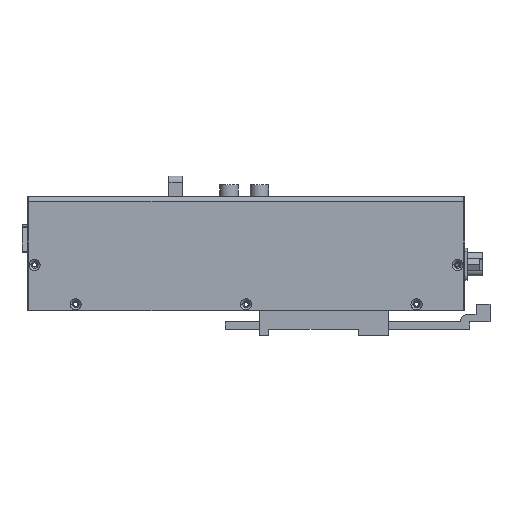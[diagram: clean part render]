
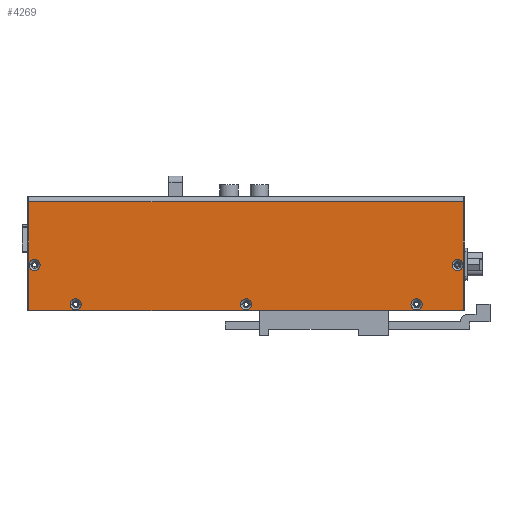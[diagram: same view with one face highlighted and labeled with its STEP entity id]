
A CAD part, front view. The second image highlights one B-rep face of the part: STEP entity #4269.
In plain terms, the highlighted planar face has unit normal (0, -1, 0).
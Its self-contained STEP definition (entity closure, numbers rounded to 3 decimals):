
#27 = DIRECTION ( 'NONE',  ( 1., 0., 0. ) ) ;
#400 = ORIENTED_EDGE ( 'NONE', *, *, #1709, .T. ) ;
#532 = EDGE_CURVE ( 'NONE', #16664, #1195, #14244, .T. ) ;
#551 = CARTESIAN_POINT ( 'NONE',  ( -101., -42.5, -16. ) ) ;
#819 = AXIS2_PLACEMENT_3D ( 'NONE', #3594, #6869, #3879 ) ;
#841 = DIRECTION ( 'NONE',  ( 0., 0., 1. ) ) ;
#1179 = DIRECTION ( 'NONE',  ( 1., 0., 0. ) ) ;
#1195 = VERTEX_POINT ( 'NONE', #19593 ) ;
#1250 = CARTESIAN_POINT ( 'NONE',  ( -101., -42.5, -16. ) ) ;
#1418 = CARTESIAN_POINT ( 'NONE',  ( -15.25, -42.5, -13.5 ) ) ;
#1555 = FACE_BOUND ( 'NONE', #7044, .T. ) ;
#1609 = AXIS2_PLACEMENT_3D ( 'NONE', #5905, #23393, #23165 ) ;
#1625 = CARTESIAN_POINT ( 'NONE',  ( 66.05, -42.5, 2. ) ) ;
#1709 = EDGE_CURVE ( 'NONE', #18919, #6767, #14711, .T. ) ;
#1727 = CARTESIAN_POINT ( 'NONE',  ( 68.25, -42.5, 2. ) ) ;
#1757 = CIRCLE ( 'NONE', #1609, 2.2 ) ;
#2201 = CIRCLE ( 'NONE', #5749, 2.2 ) ;
#2310 = DIRECTION ( 'NONE',  ( 0., -1., 0. ) ) ;
#2994 = EDGE_LOOP ( 'NONE', ( #21199, #8986 ) ) ;
#3091 = AXIS2_PLACEMENT_3D ( 'NONE', #11011, #6076, #27 ) ;
#3356 = VERTEX_POINT ( 'NONE', #7176 ) ;
#3594 = CARTESIAN_POINT ( 'NONE',  ( -98.75, -42.5, 2. ) ) ;
#3644 = CIRCLE ( 'NONE', #16396, 2.2 ) ;
#3788 = DIRECTION ( 'NONE',  ( 1., 0., 0. ) ) ;
#3879 = DIRECTION ( 'NONE',  ( 1., 0., 0. ) ) ;
#3956 = ORIENTED_EDGE ( 'NONE', *, *, #21469, .T. ) ;
#3973 = ORIENTED_EDGE ( 'NONE', *, *, #20837, .F. ) ;
#4081 = EDGE_CURVE ( 'NONE', #12887, #23469, #9561, .T. ) ;
#4269 = ADVANCED_FACE ( 'NONE', ( #1555, #8465, #7502, #11835, #24734, #17158 ), #15318, .T. ) ;
#4580 = DIRECTION ( 'NONE',  ( 1., 0., 0. ) ) ;
#4588 = EDGE_CURVE ( 'NONE', #11182, #7945, #2201, .T. ) ;
#4809 = CARTESIAN_POINT ( 'NONE',  ( -82.5, -42.5, -13.5 ) ) ;
#5001 = ORIENTED_EDGE ( 'NONE', *, *, #12494, .F. ) ;
#5673 = DIRECTION ( 'NONE',  ( 0., -1., 0. ) ) ;
#5702 = EDGE_CURVE ( 'NONE', #6767, #20016, #14716, .T. ) ;
#5749 = AXIS2_PLACEMENT_3D ( 'NONE', #4809, #2310, #24242 ) ;
#5905 = CARTESIAN_POINT ( 'NONE',  ( 68.25, -42.5, 2. ) ) ;
#6076 = DIRECTION ( 'NONE',  ( 0., -1., 0. ) ) ;
#6083 = EDGE_CURVE ( 'NONE', #11089, #3356, #7897, .T. ) ;
#6345 = EDGE_CURVE ( 'NONE', #3356, #11089, #10736, .T. ) ;
#6475 = ORIENTED_EDGE ( 'NONE', *, *, #12331, .T. ) ;
#6518 = VECTOR ( 'NONE', #841, 1000. ) ;
#6758 = CARTESIAN_POINT ( 'NONE',  ( -17.45, -42.5, -13.5 ) ) ;
#6767 = VERTEX_POINT ( 'NONE', #1250 ) ;
#6841 = DIRECTION ( 'NONE',  ( 1., 0., 0. ) ) ;
#6869 = DIRECTION ( 'NONE',  ( 0., -1., 0. ) ) ;
#6878 = CARTESIAN_POINT ( 'NONE',  ( -82.5, -42.5, -13.5 ) ) ;
#6879 = CARTESIAN_POINT ( 'NONE',  ( 70.5, -42.5, -16. ) ) ;
#7044 = EDGE_LOOP ( 'NONE', ( #11502, #17746 ) ) ;
#7176 = CARTESIAN_POINT ( 'NONE',  ( -96.55, -42.5, 2. ) ) ;
#7502 = FACE_BOUND ( 'NONE', #22589, .T. ) ;
#7766 = VERTEX_POINT ( 'NONE', #10532 ) ;
#7779 = AXIS2_PLACEMENT_3D ( 'NONE', #1727, #20872, #11099 ) ;
#7897 = CIRCLE ( 'NONE', #23581, 2.2 ) ;
#7945 = VERTEX_POINT ( 'NONE', #12861 ) ;
#8093 = VERTEX_POINT ( 'NONE', #6758 ) ;
#8271 = CARTESIAN_POINT ( 'NONE',  ( 70.5, -42.5, -16. ) ) ;
#8465 = FACE_BOUND ( 'NONE', #2994, .T. ) ;
#8548 = CARTESIAN_POINT ( 'NONE',  ( -15.25, -42.5, -13.5 ) ) ;
#8825 = VECTOR ( 'NONE', #6841, 1000. ) ;
#8986 = ORIENTED_EDGE ( 'NONE', *, *, #532, .F. ) ;
#9151 = EDGE_LOOP ( 'NONE', ( #13022, #10357 ) ) ;
#9561 = CIRCLE ( 'NONE', #3091, 2.2 ) ;
#9867 = CIRCLE ( 'NONE', #18096, 2.2 ) ;
#10357 = ORIENTED_EDGE ( 'NONE', *, *, #4081, .F. ) ;
#10510 = LINE ( 'NONE', #24928, #18659 ) ;
#10532 = CARTESIAN_POINT ( 'NONE',  ( -13.05, -42.5, -13.5 ) ) ;
#10736 = CIRCLE ( 'NONE', #819, 2.2 ) ;
#11011 = CARTESIAN_POINT ( 'NONE',  ( 52., -42.5, -13.5 ) ) ;
#11089 = VERTEX_POINT ( 'NONE', #20859 ) ;
#11099 = DIRECTION ( 'NONE',  ( 1., 0., 0. ) ) ;
#11182 = VERTEX_POINT ( 'NONE', #19407 ) ;
#11502 = ORIENTED_EDGE ( 'NONE', *, *, #6345, .F. ) ;
#11763 = LINE ( 'NONE', #16271, #6518 ) ;
#11835 = FACE_BOUND ( 'NONE', #21495, .T. ) ;
#12331 = EDGE_CURVE ( 'NONE', #18182, #18919, #10510, .T. ) ;
#12494 = EDGE_CURVE ( 'NONE', #7766, #8093, #19254, .T. ) ;
#12861 = CARTESIAN_POINT ( 'NONE',  ( -84.7, -42.5, -13.5 ) ) ;
#12887 = VERTEX_POINT ( 'NONE', #24513 ) ;
#13022 = ORIENTED_EDGE ( 'NONE', *, *, #18850, .F. ) ;
#13989 = EDGE_CURVE ( 'NONE', #1195, #16664, #1757, .T. ) ;
#14244 = CIRCLE ( 'NONE', #7779, 2.2 ) ;
#14448 = CARTESIAN_POINT ( 'NONE',  ( 54.2, -42.5, -13.5 ) ) ;
#14711 = LINE ( 'NONE', #551, #16391 ) ;
#14716 = LINE ( 'NONE', #6879, #8825 ) ;
#15318 = PLANE ( 'NONE',  #15894 ) ;
#15894 = AXIS2_PLACEMENT_3D ( 'NONE', #18787, #20835, #3788 ) ;
#16271 = CARTESIAN_POINT ( 'NONE',  ( 70.5, -42.5, -16. ) ) ;
#16282 = DIRECTION ( 'NONE',  ( 1., 0., 0. ) ) ;
#16317 = EDGE_CURVE ( 'NONE', #8093, #7766, #23225, .T. ) ;
#16391 = VECTOR ( 'NONE', #23706, 1000. ) ;
#16396 = AXIS2_PLACEMENT_3D ( 'NONE', #23620, #21937, #20020 ) ;
#16450 = EDGE_LOOP ( 'NONE', ( #3956, #6475, #400, #25603 ) ) ;
#16664 = VERTEX_POINT ( 'NONE', #1625 ) ;
#17124 = CARTESIAN_POINT ( 'NONE',  ( -98.75, -42.5, 2. ) ) ;
#17158 = FACE_OUTER_BOUND ( 'NONE', #16450, .T. ) ;
#17707 = CARTESIAN_POINT ( 'NONE',  ( 70.5, -42.5, 27. ) ) ;
#17732 = CARTESIAN_POINT ( 'NONE',  ( -101., -42.5, 27. ) ) ;
#17746 = ORIENTED_EDGE ( 'NONE', *, *, #6083, .F. ) ;
#18017 = AXIS2_PLACEMENT_3D ( 'NONE', #8548, #18779, #4580 ) ;
#18096 = AXIS2_PLACEMENT_3D ( 'NONE', #6878, #20888, #16282 ) ;
#18182 = VERTEX_POINT ( 'NONE', #17707 ) ;
#18483 = DIRECTION ( 'NONE',  ( 0., -1., 0. ) ) ;
#18659 = VECTOR ( 'NONE', #24904, 1000. ) ;
#18779 = DIRECTION ( 'NONE',  ( 0., -1., 0. ) ) ;
#18787 = CARTESIAN_POINT ( 'NONE',  ( -15.25, -42.5, 6.5 ) ) ;
#18850 = EDGE_CURVE ( 'NONE', #23469, #12887, #3644, .T. ) ;
#18919 = VERTEX_POINT ( 'NONE', #17732 ) ;
#19254 = CIRCLE ( 'NONE', #20475, 2.2 ) ;
#19407 = CARTESIAN_POINT ( 'NONE',  ( -80.3, -42.5, -13.5 ) ) ;
#19520 = DIRECTION ( 'NONE',  ( 1., 0., 0. ) ) ;
#19593 = CARTESIAN_POINT ( 'NONE',  ( 70.45, -42.5, 2. ) ) ;
#20016 = VERTEX_POINT ( 'NONE', #8271 ) ;
#20020 = DIRECTION ( 'NONE',  ( 1., 0., 0. ) ) ;
#20475 = AXIS2_PLACEMENT_3D ( 'NONE', #1418, #5673, #19520 ) ;
#20835 = DIRECTION ( 'NONE',  ( 0., -1., 0. ) ) ;
#20837 = EDGE_CURVE ( 'NONE', #7945, #11182, #9867, .T. ) ;
#20859 = CARTESIAN_POINT ( 'NONE',  ( -100.95, -42.5, 2. ) ) ;
#20872 = DIRECTION ( 'NONE',  ( 0., -1., 0. ) ) ;
#20888 = DIRECTION ( 'NONE',  ( 0., -1., 0. ) ) ;
#21199 = ORIENTED_EDGE ( 'NONE', *, *, #13989, .F. ) ;
#21469 = EDGE_CURVE ( 'NONE', #20016, #18182, #11763, .T. ) ;
#21495 = EDGE_LOOP ( 'NONE', ( #5001, #23645 ) ) ;
#21937 = DIRECTION ( 'NONE',  ( 0., -1., 0. ) ) ;
#22589 = EDGE_LOOP ( 'NONE', ( #23545, #3973 ) ) ;
#23165 = DIRECTION ( 'NONE',  ( 1., 0., 0. ) ) ;
#23225 = CIRCLE ( 'NONE', #18017, 2.2 ) ;
#23393 = DIRECTION ( 'NONE',  ( 0., -1., 0. ) ) ;
#23469 = VERTEX_POINT ( 'NONE', #14448 ) ;
#23545 = ORIENTED_EDGE ( 'NONE', *, *, #4588, .F. ) ;
#23581 = AXIS2_PLACEMENT_3D ( 'NONE', #17124, #18483, #1179 ) ;
#23620 = CARTESIAN_POINT ( 'NONE',  ( 52., -42.5, -13.5 ) ) ;
#23645 = ORIENTED_EDGE ( 'NONE', *, *, #16317, .F. ) ;
#23706 = DIRECTION ( 'NONE',  ( 0., 0., -1. ) ) ;
#24242 = DIRECTION ( 'NONE',  ( 1., 0., 0. ) ) ;
#24513 = CARTESIAN_POINT ( 'NONE',  ( 49.8, -42.5, -13.5 ) ) ;
#24734 = FACE_BOUND ( 'NONE', #9151, .T. ) ;
#24904 = DIRECTION ( 'NONE',  ( -1., 0., 0. ) ) ;
#24928 = CARTESIAN_POINT ( 'NONE',  ( 70.5, -42.5, 27. ) ) ;
#25603 = ORIENTED_EDGE ( 'NONE', *, *, #5702, .T. ) ;
